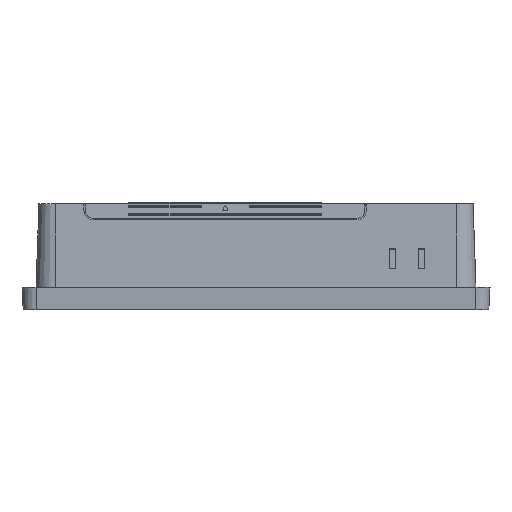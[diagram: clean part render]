
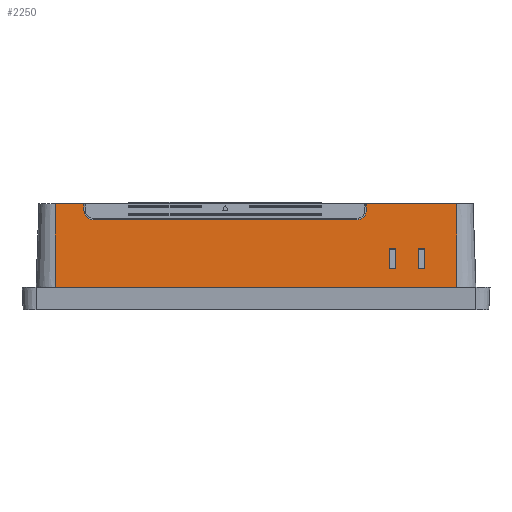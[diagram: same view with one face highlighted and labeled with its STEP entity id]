
A CAD part, left-side view. The second image highlights one B-rep face of the part: STEP entity #2250.
In plain terms, the highlighted planar face has unit normal (-0.999, 0, 0.035).
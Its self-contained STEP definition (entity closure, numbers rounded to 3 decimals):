
#35 = EDGE_CURVE ( 'NONE', #517, #2615, #1761, .T. ) ;
#64 = FACE_OUTER_BOUND ( 'NONE', #5018, .T. ) ;
#171 = EDGE_CURVE ( 'NONE', #2047, #6161, #6082, .T. ) ;
#289 = ORIENTED_EDGE ( 'NONE', *, *, #2069, .F. ) ;
#293 = CARTESIAN_POINT ( 'NONE',  ( -94.592, -62.5, 33. ) ) ;
#324 = LINE ( 'NONE', #5423, #6442 ) ;
#337 = ORIENTED_EDGE ( 'NONE', *, *, #2466, .F. ) ;
#351 = CARTESIAN_POINT ( 'NONE',  ( -95.291, -41.5, 12.996 ) ) ;
#395 = AXIS2_PLACEMENT_3D ( 'NONE', #2810, #1682, #7363 ) ;
#413 = CARTESIAN_POINT ( 'NONE',  ( -95.291, -50.5, 12.996 ) ) ;
#488 = ORIENTED_EDGE ( 'NONE', *, *, #35, .F. ) ;
#517 = VERTEX_POINT ( 'NONE', #4611 ) ;
#597 = EDGE_CURVE ( 'NONE', #967, #517, #4831, .T. ) ;
#601 = DIRECTION ( 'NONE',  ( -0.035, 0., -0.999 ) ) ;
#629 = VECTOR ( 'NONE', #1293, 1000. ) ;
#673 = CARTESIAN_POINT ( 'NONE',  ( -95.291, -50.5, 12.996 ) ) ;
#740 = VERTEX_POINT ( 'NONE', #1559 ) ;
#823 = LINE ( 'NONE', #673, #7362 ) ;
#892 = ORIENTED_EDGE ( 'NONE', *, *, #4198, .F. ) ;
#904 = ORIENTED_EDGE ( 'NONE', *, *, #3340, .F. ) ;
#919 = VERTEX_POINT ( 'NONE', #4035 ) ;
#960 = EDGE_CURVE ( 'NONE', #7276, #6983, #7297, .T. ) ;
#967 = VERTEX_POINT ( 'NONE', #3586 ) ;
#984 = CARTESIAN_POINT ( 'NONE',  ( -95.5, 62.5, 7. ) ) ;
#1061 = VECTOR ( 'NONE', #601, 1000. ) ;
#1139 = CARTESIAN_POINT ( 'NONE',  ( -94.592, 53.592, 33. ) ) ;
#1146 = DIRECTION ( 'NONE',  ( -0.999, 0., 0.035 ) ) ;
#1150 = ORIENTED_EDGE ( 'NONE', *, *, #171, .F. ) ;
#1158 = CARTESIAN_POINT ( 'NONE',  ( -95.291, -41.5, 12.996 ) ) ;
#1177 = VERTEX_POINT ( 'NONE', #5076 ) ;
#1253 = CARTESIAN_POINT ( 'NONE',  ( -95.5, -62.5, 7. ) ) ;
#1269 = VERTEX_POINT ( 'NONE', #3637 ) ;
#1293 = DIRECTION ( 'NONE',  ( 0., -1., 0. ) ) ;
#1296 = DIRECTION ( 'NONE',  ( -0.035, 0., -0.999 ) ) ;
#1418 = ORIENTED_EDGE ( 'NONE', *, *, #6441, .F. ) ;
#1446 = CARTESIAN_POINT ( 'NONE',  ( -95.291, -41.5, 12.996 ) ) ;
#1559 = CARTESIAN_POINT ( 'NONE',  ( -94.592, 53.592, 33. ) ) ;
#1595 = VECTOR ( 'NONE', #3972, 1000. ) ;
#1682 = DIRECTION ( 'NONE',  ( -0.999, 0., 0.035 ) ) ;
#1714 = CARTESIAN_POINT ( 'NONE',  ( -95.5, -62.5, 7. ) ) ;
#1725 = LINE ( 'NONE', #1158, #1061 ) ;
#1761 = LINE ( 'NONE', #2928, #5958 ) ;
#1786 = CARTESIAN_POINT ( 'NONE',  ( -94.662, -31.408, 31.001 ) ) ;
#1831 = EDGE_CURVE ( 'NONE', #6161, #3243, #3268, .T. ) ;
#1860 = CARTESIAN_POINT ( 'NONE',  ( -95.5, -62.5, 7. ) ) ;
#1876 = VECTOR ( 'NONE', #2052, 1000. ) ;
#2047 = VERTEX_POINT ( 'NONE', #6605 ) ;
#2052 = DIRECTION ( 'NONE',  ( 0., -1., 0. ) ) ;
#2055 = ORIENTED_EDGE ( 'NONE', *, *, #7338, .F. ) ;
#2069 = EDGE_CURVE ( 'NONE', #6983, #919, #7029, .T. ) ;
#2088 = CARTESIAN_POINT ( 'NONE',  ( -94.767, 50.592, 28.003 ) ) ;
#2182 = DIRECTION ( 'NONE',  ( 0., 1., 0. ) ) ;
#2207 = EDGE_CURVE ( 'NONE', #4486, #4425, #3364, .T. ) ;
#2250 = ADVANCED_FACE ( 'NONE', ( #6438, #6295, #64 ), #2353, .T. ) ;
#2353 = PLANE ( 'NONE',  #2721 ) ;
#2394 = DIRECTION ( 'NONE',  ( -0.999, 0., 0.035 ) ) ;
#2466 = EDGE_CURVE ( 'NONE', #4037, #7276, #324, .T. ) ;
#2547 = CARTESIAN_POINT ( 'NONE',  ( -95.291, -43.5, 12.996 ) ) ;
#2592 = EDGE_LOOP ( 'NONE', ( #4932, #904, #3540, #488 ) ) ;
#2612 = DIRECTION ( 'NONE',  ( 0., -1., 0. ) ) ;
#2615 = VERTEX_POINT ( 'NONE', #5016 ) ;
#2641 = CARTESIAN_POINT ( 'NONE',  ( -95.081, -41.5, 18.993 ) ) ;
#2693 = CARTESIAN_POINT ( 'NONE',  ( -95.5, 62.5, 7. ) ) ;
#2721 = AXIS2_PLACEMENT_3D ( 'NONE', #1860, #2394, #5809 ) ;
#2784 = EDGE_CURVE ( 'NONE', #740, #1177, #2942, .T. ) ;
#2810 = CARTESIAN_POINT ( 'NONE',  ( -94.662, 50.592, 31.001 ) ) ;
#2928 = CARTESIAN_POINT ( 'NONE',  ( -95.081, -50.5, 18.993 ) ) ;
#2942 = LINE ( 'NONE', #1139, #5488 ) ;
#2950 = CARTESIAN_POINT ( 'NONE',  ( -95.291, -50.5, 12.996 ) ) ;
#3002 = CARTESIAN_POINT ( 'NONE',  ( -95.081, -43.5, 18.993 ) ) ;
#3079 = VECTOR ( 'NONE', #3602, 1000. ) ;
#3190 = LINE ( 'NONE', #413, #3402 ) ;
#3243 = VERTEX_POINT ( 'NONE', #4848 ) ;
#3268 = LINE ( 'NONE', #2641, #4544 ) ;
#3340 = EDGE_CURVE ( 'NONE', #3821, #967, #3190, .T. ) ;
#3364 = LINE ( 'NONE', #2693, #4041 ) ;
#3402 = VECTOR ( 'NONE', #7328, 1000. ) ;
#3499 = DIRECTION ( 'NONE',  ( -0.035, 0., -0.999 ) ) ;
#3540 = ORIENTED_EDGE ( 'NONE', *, *, #6233, .F. ) ;
#3586 = CARTESIAN_POINT ( 'NONE',  ( -95.291, -52.5, 12.996 ) ) ;
#3602 = DIRECTION ( 'NONE',  ( 0.035, 0., 0.999 ) ) ;
#3637 = CARTESIAN_POINT ( 'NONE',  ( -94.592, -62.5, 33. ) ) ;
#3815 = VECTOR ( 'NONE', #6872, 1000. ) ;
#3821 = VERTEX_POINT ( 'NONE', #2950 ) ;
#3871 = ORIENTED_EDGE ( 'NONE', *, *, #2784, .F. ) ;
#3972 = DIRECTION ( 'NONE',  ( -0.035, 0., -0.999 ) ) ;
#3975 = CARTESIAN_POINT ( 'NONE',  ( -95.5, -62.5, 7. ) ) ;
#3987 = CARTESIAN_POINT ( 'NONE',  ( -94.592, 62.5, 33. ) ) ;
#4035 = CARTESIAN_POINT ( 'NONE',  ( -94.592, -34.408, 33. ) ) ;
#4037 = VERTEX_POINT ( 'NONE', #2088 ) ;
#4041 = VECTOR ( 'NONE', #5661, 1000. ) ;
#4174 = AXIS2_PLACEMENT_3D ( 'NONE', #1786, #1146, #1296 ) ;
#4184 = EDGE_CURVE ( 'NONE', #4425, #6437, #6400, .T. ) ;
#4198 = EDGE_CURVE ( 'NONE', #919, #1269, #6504, .T. ) ;
#4328 = ORIENTED_EDGE ( 'NONE', *, *, #1831, .F. ) ;
#4374 = ORIENTED_EDGE ( 'NONE', *, *, #960, .F. ) ;
#4419 = CARTESIAN_POINT ( 'NONE',  ( -94.767, -31.408, 28.003 ) ) ;
#4425 = VERTEX_POINT ( 'NONE', #984 ) ;
#4486 = VERTEX_POINT ( 'NONE', #3987 ) ;
#4524 = VECTOR ( 'NONE', #6678, 1000. ) ;
#4544 = VECTOR ( 'NONE', #2182, 1000. ) ;
#4572 = LINE ( 'NONE', #1714, #1595 ) ;
#4611 = CARTESIAN_POINT ( 'NONE',  ( -95.081, -52.5, 18.993 ) ) ;
#4698 = CARTESIAN_POINT ( 'NONE',  ( -94.592, -34.408, 33. ) ) ;
#4718 = VERTEX_POINT ( 'NONE', #351 ) ;
#4807 = ORIENTED_EDGE ( 'NONE', *, *, #4184, .T. ) ;
#4821 = DIRECTION ( 'NONE',  ( 0., -1., 0. ) ) ;
#4831 = LINE ( 'NONE', #7134, #5964 ) ;
#4848 = CARTESIAN_POINT ( 'NONE',  ( -95.081, -41.5, 18.993 ) ) ;
#4868 = ORIENTED_EDGE ( 'NONE', *, *, #7263, .F. ) ;
#4932 = ORIENTED_EDGE ( 'NONE', *, *, #597, .F. ) ;
#5016 = CARTESIAN_POINT ( 'NONE',  ( -95.081, -50.5, 18.993 ) ) ;
#5018 = EDGE_LOOP ( 'NONE', ( #892, #289, #4374, #337, #1418, #3871, #4868, #5566, #4807, #5329 ) ) ;
#5076 = CARTESIAN_POINT ( 'NONE',  ( -94.662, 53.592, 31.001 ) ) ;
#5268 = EDGE_CURVE ( 'NONE', #1269, #6437, #4572, .T. ) ;
#5329 = ORIENTED_EDGE ( 'NONE', *, *, #5268, .F. ) ;
#5404 = DIRECTION ( 'NONE',  ( -0.035, 0., -0.999 ) ) ;
#5423 = CARTESIAN_POINT ( 'NONE',  ( -94.767, 50.592, 28.003 ) ) ;
#5488 = VECTOR ( 'NONE', #3499, 1000. ) ;
#5566 = ORIENTED_EDGE ( 'NONE', *, *, #2207, .T. ) ;
#5661 = DIRECTION ( 'NONE',  ( -0.035, 0., -0.999 ) ) ;
#5741 = ORIENTED_EDGE ( 'NONE', *, *, #7264, .F. ) ;
#5752 = DIRECTION ( 'NONE',  ( 0., 1., 0. ) ) ;
#5781 = EDGE_LOOP ( 'NONE', ( #1150, #2055, #5741, #4328 ) ) ;
#5809 = DIRECTION ( 'NONE',  ( 0.035, 0., 0.999 ) ) ;
#5958 = VECTOR ( 'NONE', #5752, 1000. ) ;
#5964 = VECTOR ( 'NONE', #6481, 1000. ) ;
#6072 = LINE ( 'NONE', #1446, #1876 ) ;
#6082 = LINE ( 'NONE', #2547, #4524 ) ;
#6161 = VERTEX_POINT ( 'NONE', #3002 ) ;
#6233 = EDGE_CURVE ( 'NONE', #2615, #3821, #823, .T. ) ;
#6295 = FACE_BOUND ( 'NONE', #2592, .T. ) ;
#6400 = LINE ( 'NONE', #1253, #7113 ) ;
#6403 = CARTESIAN_POINT ( 'NONE',  ( -94.662, -34.408, 31.001 ) ) ;
#6437 = VERTEX_POINT ( 'NONE', #3975 ) ;
#6438 = FACE_BOUND ( 'NONE', #5781, .T. ) ;
#6441 = EDGE_CURVE ( 'NONE', #1177, #4037, #6871, .T. ) ;
#6442 = VECTOR ( 'NONE', #2612, 1000. ) ;
#6481 = DIRECTION ( 'NONE',  ( 0.035, 0., 0.999 ) ) ;
#6504 = LINE ( 'NONE', #7082, #629 ) ;
#6555 = LINE ( 'NONE', #293, #3815 ) ;
#6605 = CARTESIAN_POINT ( 'NONE',  ( -95.291, -43.5, 12.996 ) ) ;
#6678 = DIRECTION ( 'NONE',  ( 0.035, 0., 0.999 ) ) ;
#6871 = CIRCLE ( 'NONE', #395, 3. ) ;
#6872 = DIRECTION ( 'NONE',  ( 0., -1., 0. ) ) ;
#6983 = VERTEX_POINT ( 'NONE', #6403 ) ;
#7029 = LINE ( 'NONE', #4698, #3079 ) ;
#7082 = CARTESIAN_POINT ( 'NONE',  ( -94.592, -62.5, 33. ) ) ;
#7113 = VECTOR ( 'NONE', #4821, 1000. ) ;
#7134 = CARTESIAN_POINT ( 'NONE',  ( -95.291, -52.5, 12.996 ) ) ;
#7263 = EDGE_CURVE ( 'NONE', #4486, #740, #6555, .T. ) ;
#7264 = EDGE_CURVE ( 'NONE', #3243, #4718, #1725, .T. ) ;
#7276 = VERTEX_POINT ( 'NONE', #4419 ) ;
#7297 = CIRCLE ( 'NONE', #4174, 3. ) ;
#7328 = DIRECTION ( 'NONE',  ( 0., -1., 0. ) ) ;
#7338 = EDGE_CURVE ( 'NONE', #4718, #2047, #6072, .T. ) ;
#7362 = VECTOR ( 'NONE', #5404, 1000. ) ;
#7363 = DIRECTION ( 'NONE',  ( 0.035, 0., 0.999 ) ) ;
